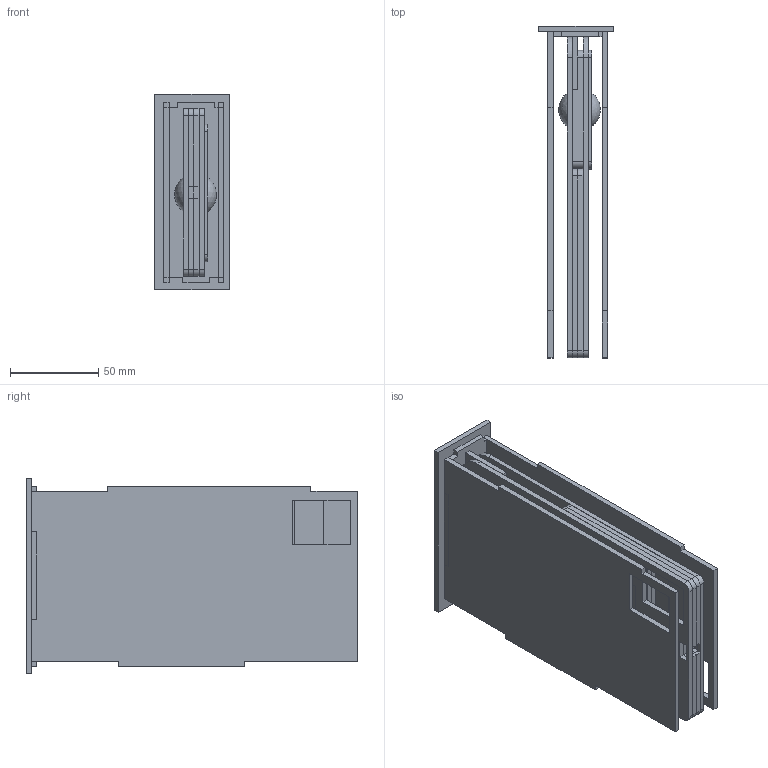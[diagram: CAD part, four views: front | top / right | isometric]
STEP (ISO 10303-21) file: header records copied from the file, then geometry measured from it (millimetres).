
FILE_DESCRIPTION(/* description */ (''),/* implementation_level */ '2;1');
FILE_NAME(/* name */ 'aa079cb9-61ca-4bbc-ba21-2754a6c722e5.stp',/* time_stamp */ '2019-09-26T17:07:38+00:00',/* author */ (''),/* organization */ (''),/* preprocessor_version */ 'ST-DEVELOPER v18',/* originating_system */ 'Autodesk Translation Framework v8.6.0.1094',/* authorisation */ '');
FILE_SCHEMA (('AUTOMOTIVE_DESIGN { 1 0 10303 214 3 1 1 }'));
Length unit declared in the file: millimetre
Products named in the file (6): MADV-weather proof; holster; MADV body; Top Holder; Back Holder; Weather Sheild
Assembly tree (5 placements, depth 2):
  MADV-weather proof
    holster
    MADV body
    Top Holder
    Back Holder
    Weather Sheild
Bounding box: 42 x 188 x 111 mm (x, y, z)
Volume: 293834.7 mm3; surface area: 181139.6 mm2
Topology: 11 solids, 11 shells, 301 faces, 840 edges, 562 vertices
Faces by surface type: plane 249, cylinder 51, sphere 1
Full cylindrical faces by diameter (mm): 2 x2, 6.2 x1, 6.5 x6
Entity records: 9836 total; most frequent: CARTESIAN_POINT 1712, ORIENTED_EDGE 1676, DIRECTION 1571, EDGE_CURVE 838, LINE 729, VECTOR 729, VERTEX_POINT 562, AXIS2_PLACEMENT_3D 421
